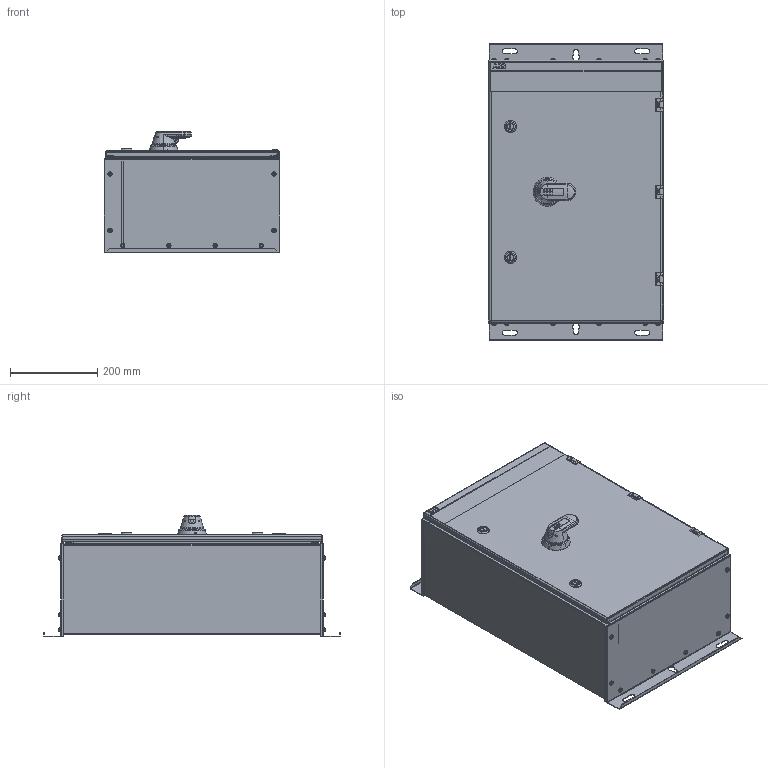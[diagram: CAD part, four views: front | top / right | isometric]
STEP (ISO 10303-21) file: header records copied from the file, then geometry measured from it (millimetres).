
FILE_DESCRIPTION((''),'2;1');
FILE_NAME('OTKM604023PBL-SIMPL_SR','2019-10-03T13:56:07',('FIARHAN3'),(''),'CREO PARAMETRIC BY PTC INC, 2019164','CREO PARAMETRIC BY PTC INC, 2019164','');
FILE_SCHEMA(('AUTOMOTIVE_DESIGN { 1 0 10303 214 1 1 1 1 }'));
Products named in the file (1): OTKM604023PBL-SIMPL_SR
Bounding box: 403.5 x 680 x 279.58 mm (x, y, z)
Volume: 53480977.8 mm3; surface area: 2896626.4 mm2
Topology: 1 solids, 30 shells, 2456 faces, 6988 edges, 4544 vertices
Faces by surface type: plane 1609, cylinder 510, torus 123, cone 91, bspline 89, sphere 30, extrusion 4
Entity records: 120205 total; most frequent: CARTESIAN_POINT 41995, ORIENTED_EDGE 13936, DIRECTION 12455, EDGE_CURVE 6968, VECTOR 4598, LINE 4594, VERTEX_POINT 4544, AXIS2_PLACEMENT_3D 3927
